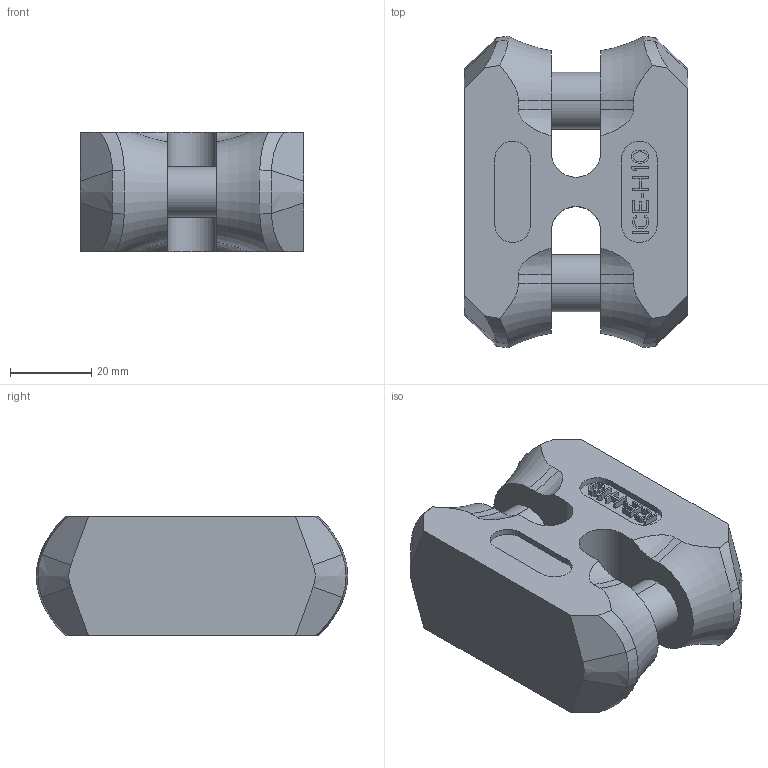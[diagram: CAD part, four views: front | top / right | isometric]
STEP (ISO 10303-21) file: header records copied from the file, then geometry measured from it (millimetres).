
FILE_DESCRIPTION((''),'2;1');
FILE_NAME('001-M34171-P-3','2015-01-16T',('Andreas.Wendler'),(''),'PRO/ENGINEER BY PARAMETRIC TECHNOLOGY CORPORATION, 2010140','PRO/ENGINEER BY PARAMETRIC TECHNOLOGY CORPORATION, 2010140','');
FILE_SCHEMA(('CONFIG_CONTROL_DESIGN'));
Length unit declared in the file: millimetre
Products named in the file (1): 001-M34171-P-3
Bounding box: 55 x 76.79 x 29.38 mm (x, y, z)
Volume: 87932.1 mm3; surface area: 16179.4 mm2
Topology: 1 solids, 1 shells, 209 faces, 577 edges, 382 vertices
Faces by surface type: plane 159, cylinder 18, bspline 16, cone 8, torus 4, extrusion 4
Entity records: 7169 total; most frequent: CARTESIAN_POINT 1864, ORIENTED_EDGE 1154, DIRECTION 979, EDGE_CURVE 577, VECTOR 473, LINE 469, VERTEX_POINT 382, AXIS2_PLACEMENT_3D 253
